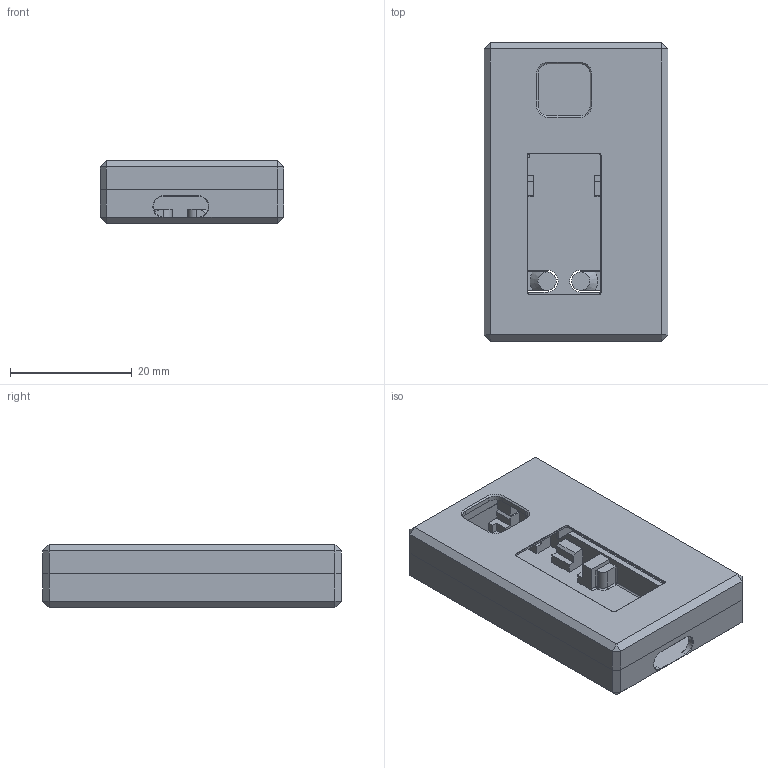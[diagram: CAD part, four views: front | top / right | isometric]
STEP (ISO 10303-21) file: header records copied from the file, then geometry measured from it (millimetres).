
FILE_DESCRIPTION(/* description */ ('','CAx-IF Rec.Pracs.---Representation and Presentation of Product Manufacturing Information (PMI)---4.0---2014-10-13'),/* implementation_level */ '2;1');
FILE_NAME(/* name */ 'SDC41 CO2 sensor ESP module v7.step',/* time_stamp */ '2025-03-03T11:43:50+08:00',/* author */ (''),/* organization */ (''),/* preprocessor_version */ 'ST-DEVELOPER v20',/* originating_system */ 'Autodesk Translation Framework v13.20.0.188',/* authorisation */ '');
FILE_SCHEMA (('AP242_MANAGED_MODEL_BASED_3D_ENGINEERING_MIM_LF { 1 0 10303 442 1 1 4 }'));
Length unit declared in the file: millimetre
Products named in the file (2): SDC41 CO2 sensor ESP module; Case v3 OLED
Assembly tree (1 placements, depth 2):
  SDC41 CO2 sensor ESP module
    Case v3 OLED
Bounding box: 30.1 x 48.9 x 10.22 mm (x, y, z)
Volume: 5556.8 mm3; surface area: 8683.8 mm2
Topology: 2 solids, 2 shells, 298 faces, 788 edges, 496 vertices
Faces by surface type: plane 243, cylinder 35, cone 14, sphere 4, torus 2
Full cylindrical faces by diameter (mm): 0.75 x1
Entity records: 9055 total; most frequent: CARTESIAN_POINT 1597, ORIENTED_EDGE 1576, DIRECTION 1472, EDGE_CURVE 788, LINE 694, VECTOR 694, VERTEX_POINT 496, AXIS2_PLACEMENT_3D 389
